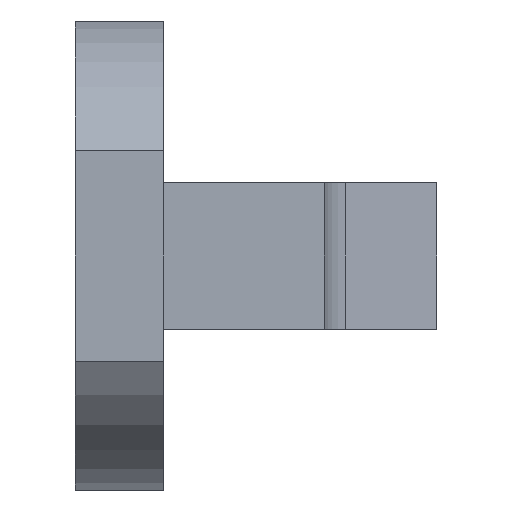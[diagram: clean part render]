
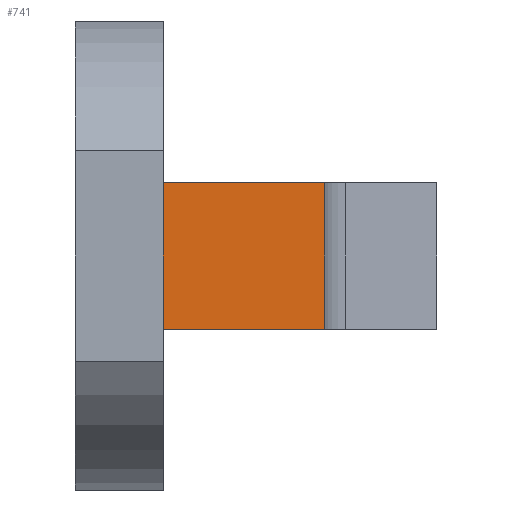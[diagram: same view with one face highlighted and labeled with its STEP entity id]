
A CAD part, left-side view. The second image highlights one B-rep face of the part: STEP entity #741.
In plain terms, the highlighted planar face has unit normal (-1, 0, 0).
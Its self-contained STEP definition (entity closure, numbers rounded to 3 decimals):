
#43 = PLANE('',#44);
#44 = AXIS2_PLACEMENT_3D('',#45,#46,#47);
#45 = CARTESIAN_POINT('',(-53.,4.797,41.));
#46 = DIRECTION('',(0.,0.,-1.));
#47 = DIRECTION('',(0.,1.,0.));
#97 = PLANE('',#98);
#98 = AXIS2_PLACEMENT_3D('',#99,#100,#101);
#99 = CARTESIAN_POINT('',(-53.,11.,44.));
#100 = DIRECTION('',(0.,0.,1.));
#101 = DIRECTION('',(0.,-1.,0.));
#140 = VERTEX_POINT('',#141);
#141 = CARTESIAN_POINT('',(-62.5,11.,41.));
#341 = VERTEX_POINT('',#342);
#342 = CARTESIAN_POINT('',(-62.5,7.7,41.));
#355 = PLANE('',#356);
#356 = AXIS2_PLACEMENT_3D('',#357,#358,#359);
#357 = CARTESIAN_POINT('',(-62.5,7.7,37.5));
#358 = DIRECTION('',(0.,1.,0.));
#359 = DIRECTION('',(1.,0.,0.));
#366 = EDGE_CURVE('',#341,#140,#367,.T.);
#367 = SURFACE_CURVE('',#368,(#372,#378),.PCURVE_S1.);
#368 = LINE('',#369,#370);
#369 = CARTESIAN_POINT('',(-62.5,7.899,41.));
#370 = VECTOR('',#371,1.);
#371 = DIRECTION('',(0.,1.,0.));
#372 = PCURVE('',#43,#373);
#373 = DEFINITIONAL_REPRESENTATION('',(#374),#377);
#374 = B_SPLINE_CURVE_WITH_KNOTS('',1,(#375,#376),.UNSPECIFIED.,.F.,.F.,
  (2,2),(-0.199,3.101),.PIECEWISE_BEZIER_KNOTS.);
#375 = CARTESIAN_POINT('',(2.903,-9.5));
#376 = CARTESIAN_POINT('',(6.203,-9.5));
#377 = ( GEOMETRIC_REPRESENTATION_CONTEXT(2) 
PARAMETRIC_REPRESENTATION_CONTEXT() REPRESENTATION_CONTEXT('2D SPACE',''
  ) );
#378 = PCURVE('',#379,#384);
#379 = PLANE('',#380);
#380 = AXIS2_PLACEMENT_3D('',#381,#382,#383);
#381 = CARTESIAN_POINT('',(-62.5,11.,37.5));
#382 = DIRECTION('',(1.,0.,0.));
#383 = DIRECTION('',(0.,-1.,0.));
#384 = DEFINITIONAL_REPRESENTATION('',(#385),#388);
#385 = B_SPLINE_CURVE_WITH_KNOTS('',1,(#386,#387),.UNSPECIFIED.,.F.,.F.,
  (2,2),(-0.199,3.101),.PIECEWISE_BEZIER_KNOTS.);
#386 = CARTESIAN_POINT('',(3.3,-3.5));
#387 = CARTESIAN_POINT('',(0.,-3.5));
#388 = ( GEOMETRIC_REPRESENTATION_CONTEXT(2) 
PARAMETRIC_REPRESENTATION_CONTEXT() REPRESENTATION_CONTEXT('2D SPACE',''
  ) );
#471 = VERTEX_POINT('',#472);
#472 = CARTESIAN_POINT('',(-62.5,11.,44.));
#498 = EDGE_CURVE('',#471,#499,#501,.T.);
#499 = VERTEX_POINT('',#500);
#500 = CARTESIAN_POINT('',(-62.5,7.7,44.));
#501 = SURFACE_CURVE('',#502,(#506,#512),.PCURVE_S1.);
#502 = LINE('',#503,#504);
#503 = CARTESIAN_POINT('',(-62.5,11.,44.));
#504 = VECTOR('',#505,1.);
#505 = DIRECTION('',(0.,-1.,0.));
#506 = PCURVE('',#97,#507);
#507 = DEFINITIONAL_REPRESENTATION('',(#508),#511);
#508 = B_SPLINE_CURVE_WITH_KNOTS('',1,(#509,#510),.UNSPECIFIED.,.F.,.F.,
  (2,2),(0.,3.3),.PIECEWISE_BEZIER_KNOTS.);
#509 = CARTESIAN_POINT('',(0.,-9.5));
#510 = CARTESIAN_POINT('',(3.3,-9.5));
#511 = ( GEOMETRIC_REPRESENTATION_CONTEXT(2) 
PARAMETRIC_REPRESENTATION_CONTEXT() REPRESENTATION_CONTEXT('2D SPACE',''
  ) );
#512 = PCURVE('',#379,#513);
#513 = DEFINITIONAL_REPRESENTATION('',(#514),#517);
#514 = B_SPLINE_CURVE_WITH_KNOTS('',1,(#515,#516),.UNSPECIFIED.,.F.,.F.,
  (2,2),(0.,3.3),.PIECEWISE_BEZIER_KNOTS.);
#515 = CARTESIAN_POINT('',(0.,-6.5));
#516 = CARTESIAN_POINT('',(3.3,-6.5));
#517 = ( GEOMETRIC_REPRESENTATION_CONTEXT(2) 
PARAMETRIC_REPRESENTATION_CONTEXT() REPRESENTATION_CONTEXT('2D SPACE',''
  ) );
#741 = ADVANCED_FACE('',(#742),#379,.F.);
#742 = FACE_BOUND('',#743,.F.);
#743 = EDGE_LOOP('',(#744,#745,#771,#772));
#744 = ORIENTED_EDGE('',*,*,#366,.T.);
#745 = ORIENTED_EDGE('',*,*,#746,.T.);
#746 = EDGE_CURVE('',#140,#471,#747,.T.);
#747 = SURFACE_CURVE('',#748,(#752,#759),.PCURVE_S1.);
#748 = LINE('',#749,#750);
#749 = CARTESIAN_POINT('',(-62.5,11.,37.5));
#750 = VECTOR('',#751,1.);
#751 = DIRECTION('',(0.,0.,1.));
#752 = PCURVE('',#379,#753);
#753 = DEFINITIONAL_REPRESENTATION('',(#754),#758);
#754 = LINE('',#755,#756);
#755 = CARTESIAN_POINT('',(0.,0.));
#756 = VECTOR('',#757,1.);
#757 = DIRECTION('',(0.,-1.));
#758 = ( GEOMETRIC_REPRESENTATION_CONTEXT(2) 
PARAMETRIC_REPRESENTATION_CONTEXT() REPRESENTATION_CONTEXT('2D SPACE',''
  ) );
#759 = PCURVE('',#760,#765);
#760 = PLANE('',#761);
#761 = AXIS2_PLACEMENT_3D('',#762,#763,#764);
#762 = CARTESIAN_POINT('',(-101.8,11.,37.5));
#763 = DIRECTION('',(0.,1.,0.));
#764 = DIRECTION('',(1.,0.,0.));
#765 = DEFINITIONAL_REPRESENTATION('',(#766),#770);
#766 = LINE('',#767,#768);
#767 = CARTESIAN_POINT('',(39.3,0.));
#768 = VECTOR('',#769,1.);
#769 = DIRECTION('',(0.,-1.));
#770 = ( GEOMETRIC_REPRESENTATION_CONTEXT(2) 
PARAMETRIC_REPRESENTATION_CONTEXT() REPRESENTATION_CONTEXT('2D SPACE',''
  ) );
#771 = ORIENTED_EDGE('',*,*,#498,.T.);
#772 = ORIENTED_EDGE('',*,*,#773,.F.);
#773 = EDGE_CURVE('',#341,#499,#774,.T.);
#774 = SURFACE_CURVE('',#775,(#779,#786),.PCURVE_S1.);
#775 = LINE('',#776,#777);
#776 = CARTESIAN_POINT('',(-62.5,7.7,37.5));
#777 = VECTOR('',#778,1.);
#778 = DIRECTION('',(0.,0.,1.));
#779 = PCURVE('',#379,#780);
#780 = DEFINITIONAL_REPRESENTATION('',(#781),#785);
#781 = LINE('',#782,#783);
#782 = CARTESIAN_POINT('',(3.3,0.));
#783 = VECTOR('',#784,1.);
#784 = DIRECTION('',(0.,-1.));
#785 = ( GEOMETRIC_REPRESENTATION_CONTEXT(2) 
PARAMETRIC_REPRESENTATION_CONTEXT() REPRESENTATION_CONTEXT('2D SPACE',''
  ) );
#786 = PCURVE('',#355,#787);
#787 = DEFINITIONAL_REPRESENTATION('',(#788),#792);
#788 = LINE('',#789,#790);
#789 = CARTESIAN_POINT('',(0.,0.));
#790 = VECTOR('',#791,1.);
#791 = DIRECTION('',(0.,-1.));
#792 = ( GEOMETRIC_REPRESENTATION_CONTEXT(2) 
PARAMETRIC_REPRESENTATION_CONTEXT() REPRESENTATION_CONTEXT('2D SPACE',''
  ) );
